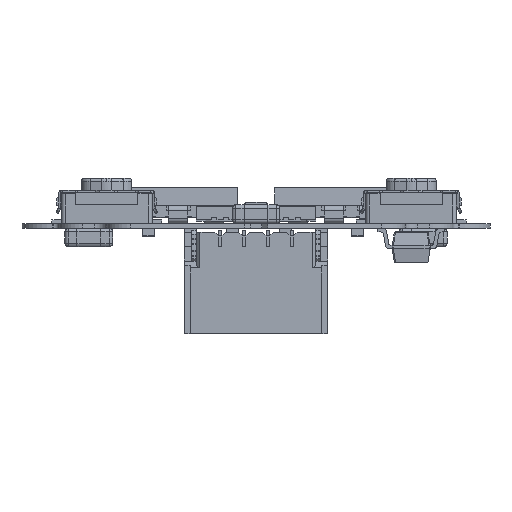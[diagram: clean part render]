
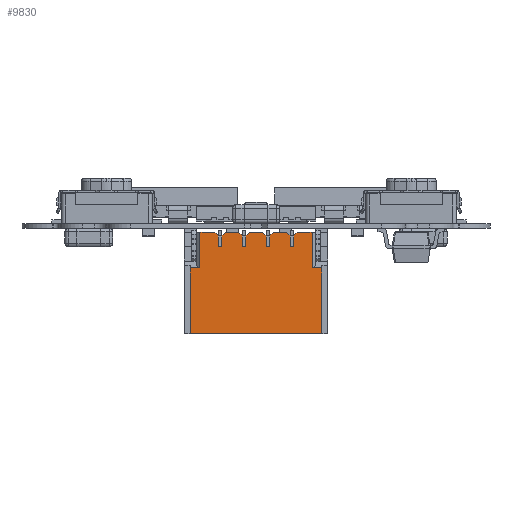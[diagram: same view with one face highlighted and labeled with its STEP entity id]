
A CAD part, front view. The second image highlights one B-rep face of the part: STEP entity #9830.
In plain terms, the highlighted face is planar.
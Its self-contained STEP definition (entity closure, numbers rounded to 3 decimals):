
#9830 = ADVANCED_FACE('',(#9831),#10089,.F.);
#9831 = FACE_BOUND('',#9832,.T.);
#9832 = EDGE_LOOP('',(#9833,#9843,#9851,#9859,#9867,#9875,#9883,#9891,
    #9899,#9907,#9915,#9923,#9931,#9939,#9947,#9955,#9963,#9971,#9979,
    #9987,#9995,#10003,#10011,#10019,#10027,#10035,#10043,#10051,#10059,
    #10067,#10075,#10083));
#9833 = ORIENTED_EDGE('',*,*,#9834,.F.);
#9834 = EDGE_CURVE('',#9835,#9837,#9839,.T.);
#9835 = VERTEX_POINT('',#9836);
#9836 = CARTESIAN_POINT('',(2.35,1.589,-1.45));
#9837 = VERTEX_POINT('',#9838);
#9838 = CARTESIAN_POINT('',(2.75,1.589,-1.45));
#9839 = LINE('',#9840,#9841);
#9840 = CARTESIAN_POINT('',(2.5,1.589,-1.45));
#9841 = VECTOR('',#9842,1.);
#9842 = DIRECTION('',(1.,-0.,-0.));
#9843 = ORIENTED_EDGE('',*,*,#9844,.T.);
#9844 = EDGE_CURVE('',#9835,#9845,#9847,.T.);
#9845 = VERTEX_POINT('',#9846);
#9846 = CARTESIAN_POINT('',(2.35,0.1,-1.45));
#9847 = LINE('',#9848,#9849);
#9848 = CARTESIAN_POINT('',(2.35,0.1,-1.45));
#9849 = VECTOR('',#9850,1.);
#9850 = DIRECTION('',(0.,-1.,0.));
#9851 = ORIENTED_EDGE('',*,*,#9852,.T.);
#9852 = EDGE_CURVE('',#9845,#9853,#9855,.T.);
#9853 = VERTEX_POINT('',#9854);
#9854 = CARTESIAN_POINT('',(1.725,0.1,-1.45));
#9855 = LINE('',#9856,#9857);
#9856 = CARTESIAN_POINT('',(3.,0.1,-1.45));
#9857 = VECTOR('',#9858,1.);
#9858 = DIRECTION('',(-1.,-0.,-0.));
#9859 = ORIENTED_EDGE('',*,*,#9860,.F.);
#9860 = EDGE_CURVE('',#9861,#9853,#9863,.T.);
#9861 = VERTEX_POINT('',#9862);
#9862 = CARTESIAN_POINT('',(1.575,0.25,-1.45));
#9863 = LINE('',#9864,#9865);
#9864 = CARTESIAN_POINT('',(2.363,-0.538,-1.45));
#9865 = VECTOR('',#9866,1.);
#9866 = DIRECTION('',(0.707,-0.707,0.));
#9867 = ORIENTED_EDGE('',*,*,#9868,.F.);
#9868 = EDGE_CURVE('',#9869,#9861,#9871,.T.);
#9869 = VERTEX_POINT('',#9870);
#9870 = CARTESIAN_POINT('',(1.575,0.7,-1.45));
#9871 = LINE('',#9872,#9873);
#9872 = CARTESIAN_POINT('',(1.575,0.1,-1.45));
#9873 = VECTOR('',#9874,1.);
#9874 = DIRECTION('',(0.,-1.,0.));
#9875 = ORIENTED_EDGE('',*,*,#9876,.F.);
#9876 = EDGE_CURVE('',#9877,#9869,#9879,.T.);
#9877 = VERTEX_POINT('',#9878);
#9878 = CARTESIAN_POINT('',(1.425,0.7,-1.45));
#9879 = LINE('',#9880,#9881);
#9880 = CARTESIAN_POINT('',(3.,0.7,-1.45));
#9881 = VECTOR('',#9882,1.);
#9882 = DIRECTION('',(1.,0.,-0.));
#9883 = ORIENTED_EDGE('',*,*,#9884,.T.);
#9884 = EDGE_CURVE('',#9877,#9885,#9887,.T.);
#9885 = VERTEX_POINT('',#9886);
#9886 = CARTESIAN_POINT('',(1.425,0.25,-1.45));
#9887 = LINE('',#9888,#9889);
#9888 = CARTESIAN_POINT('',(1.425,0.1,-1.45));
#9889 = VECTOR('',#9890,1.);
#9890 = DIRECTION('',(0.,-1.,0.));
#9891 = ORIENTED_EDGE('',*,*,#9892,.T.);
#9892 = EDGE_CURVE('',#9885,#9893,#9895,.T.);
#9893 = VERTEX_POINT('',#9894);
#9894 = CARTESIAN_POINT('',(1.275,0.1,-1.45));
#9895 = LINE('',#9896,#9897);
#9896 = CARTESIAN_POINT('',(2.138,0.963,-1.45));
#9897 = VECTOR('',#9898,1.);
#9898 = DIRECTION('',(-0.707,-0.707,0.));
#9899 = ORIENTED_EDGE('',*,*,#9900,.T.);
#9900 = EDGE_CURVE('',#9893,#9901,#9903,.T.);
#9901 = VERTEX_POINT('',#9902);
#9902 = CARTESIAN_POINT('',(0.725,0.1,-1.45));
#9903 = LINE('',#9904,#9905);
#9904 = CARTESIAN_POINT('',(3.,0.1,-1.45));
#9905 = VECTOR('',#9906,1.);
#9906 = DIRECTION('',(-1.,-0.,-0.));
#9907 = ORIENTED_EDGE('',*,*,#9908,.F.);
#9908 = EDGE_CURVE('',#9909,#9901,#9911,.T.);
#9909 = VERTEX_POINT('',#9910);
#9910 = CARTESIAN_POINT('',(0.575,0.25,-1.45));
#9911 = LINE('',#9912,#9913);
#9912 = CARTESIAN_POINT('',(1.863,-1.038,-1.45));
#9913 = VECTOR('',#9914,1.);
#9914 = DIRECTION('',(0.707,-0.707,0.));
#9915 = ORIENTED_EDGE('',*,*,#9916,.F.);
#9916 = EDGE_CURVE('',#9917,#9909,#9919,.T.);
#9917 = VERTEX_POINT('',#9918);
#9918 = CARTESIAN_POINT('',(0.575,0.7,-1.45));
#9919 = LINE('',#9920,#9921);
#9920 = CARTESIAN_POINT('',(0.575,0.1,-1.45));
#9921 = VECTOR('',#9922,1.);
#9922 = DIRECTION('',(0.,-1.,0.));
#9923 = ORIENTED_EDGE('',*,*,#9924,.F.);
#9924 = EDGE_CURVE('',#9925,#9917,#9927,.T.);
#9925 = VERTEX_POINT('',#9926);
#9926 = CARTESIAN_POINT('',(0.425,0.7,-1.45));
#9927 = LINE('',#9928,#9929);
#9928 = CARTESIAN_POINT('',(3.,0.7,-1.45));
#9929 = VECTOR('',#9930,1.);
#9930 = DIRECTION('',(1.,0.,-0.));
#9931 = ORIENTED_EDGE('',*,*,#9932,.T.);
#9932 = EDGE_CURVE('',#9925,#9933,#9935,.T.);
#9933 = VERTEX_POINT('',#9934);
#9934 = CARTESIAN_POINT('',(0.425,0.25,-1.45));
#9935 = LINE('',#9936,#9937);
#9936 = CARTESIAN_POINT('',(0.425,0.1,-1.45));
#9937 = VECTOR('',#9938,1.);
#9938 = DIRECTION('',(0.,-1.,0.));
#9939 = ORIENTED_EDGE('',*,*,#9940,.T.);
#9940 = EDGE_CURVE('',#9933,#9941,#9943,.T.);
#9941 = VERTEX_POINT('',#9942);
#9942 = CARTESIAN_POINT('',(0.275,0.1,-1.45));
#9943 = LINE('',#9944,#9945);
#9944 = CARTESIAN_POINT('',(1.638,1.463,-1.45));
#9945 = VECTOR('',#9946,1.);
#9946 = DIRECTION('',(-0.707,-0.707,0.));
#9947 = ORIENTED_EDGE('',*,*,#9948,.T.);
#9948 = EDGE_CURVE('',#9941,#9949,#9951,.T.);
#9949 = VERTEX_POINT('',#9950);
#9950 = CARTESIAN_POINT('',(-0.275,0.1,-1.45));
#9951 = LINE('',#9952,#9953);
#9952 = CARTESIAN_POINT('',(3.,0.1,-1.45));
#9953 = VECTOR('',#9954,1.);
#9954 = DIRECTION('',(-1.,-0.,-0.));
#9955 = ORIENTED_EDGE('',*,*,#9956,.F.);
#9956 = EDGE_CURVE('',#9957,#9949,#9959,.T.);
#9957 = VERTEX_POINT('',#9958);
#9958 = CARTESIAN_POINT('',(-0.425,0.25,-1.45));
#9959 = LINE('',#9960,#9961);
#9960 = CARTESIAN_POINT('',(1.363,-1.538,-1.45));
#9961 = VECTOR('',#9962,1.);
#9962 = DIRECTION('',(0.707,-0.707,0.));
#9963 = ORIENTED_EDGE('',*,*,#9964,.F.);
#9964 = EDGE_CURVE('',#9965,#9957,#9967,.T.);
#9965 = VERTEX_POINT('',#9966);
#9966 = CARTESIAN_POINT('',(-0.425,0.7,-1.45));
#9967 = LINE('',#9968,#9969);
#9968 = CARTESIAN_POINT('',(-0.425,0.1,-1.45));
#9969 = VECTOR('',#9970,1.);
#9970 = DIRECTION('',(0.,-1.,0.));
#9971 = ORIENTED_EDGE('',*,*,#9972,.F.);
#9972 = EDGE_CURVE('',#9973,#9965,#9975,.T.);
#9973 = VERTEX_POINT('',#9974);
#9974 = CARTESIAN_POINT('',(-0.575,0.7,-1.45));
#9975 = LINE('',#9976,#9977);
#9976 = CARTESIAN_POINT('',(3.,0.7,-1.45));
#9977 = VECTOR('',#9978,1.);
#9978 = DIRECTION('',(1.,0.,-0.));
#9979 = ORIENTED_EDGE('',*,*,#9980,.T.);
#9980 = EDGE_CURVE('',#9973,#9981,#9983,.T.);
#9981 = VERTEX_POINT('',#9982);
#9982 = CARTESIAN_POINT('',(-0.575,0.25,-1.45));
#9983 = LINE('',#9984,#9985);
#9984 = CARTESIAN_POINT('',(-0.575,0.1,-1.45));
#9985 = VECTOR('',#9986,1.);
#9986 = DIRECTION('',(0.,-1.,0.));
#9987 = ORIENTED_EDGE('',*,*,#9988,.T.);
#9988 = EDGE_CURVE('',#9981,#9989,#9991,.T.);
#9989 = VERTEX_POINT('',#9990);
#9990 = CARTESIAN_POINT('',(-0.725,0.1,-1.45));
#9991 = LINE('',#9992,#9993);
#9992 = CARTESIAN_POINT('',(1.138,1.963,-1.45));
#9993 = VECTOR('',#9994,1.);
#9994 = DIRECTION('',(-0.707,-0.707,0.));
#9995 = ORIENTED_EDGE('',*,*,#9996,.T.);
#9996 = EDGE_CURVE('',#9989,#9997,#9999,.T.);
#9997 = VERTEX_POINT('',#9998);
#9998 = CARTESIAN_POINT('',(-1.275,0.1,-1.45));
#9999 = LINE('',#10000,#10001);
#10000 = CARTESIAN_POINT('',(3.,0.1,-1.45));
#10001 = VECTOR('',#10002,1.);
#10002 = DIRECTION('',(-1.,-0.,-0.));
#10003 = ORIENTED_EDGE('',*,*,#10004,.F.);
#10004 = EDGE_CURVE('',#10005,#9997,#10007,.T.);
#10005 = VERTEX_POINT('',#10006);
#10006 = CARTESIAN_POINT('',(-1.425,0.25,-1.45));
#10007 = LINE('',#10008,#10009);
#10008 = CARTESIAN_POINT('',(0.863,-2.038,-1.45));
#10009 = VECTOR('',#10010,1.);
#10010 = DIRECTION('',(0.707,-0.707,0.));
#10011 = ORIENTED_EDGE('',*,*,#10012,.F.);
#10012 = EDGE_CURVE('',#10013,#10005,#10015,.T.);
#10013 = VERTEX_POINT('',#10014);
#10014 = CARTESIAN_POINT('',(-1.425,0.7,-1.45));
#10015 = LINE('',#10016,#10017);
#10016 = CARTESIAN_POINT('',(-1.425,0.1,-1.45));
#10017 = VECTOR('',#10018,1.);
#10018 = DIRECTION('',(0.,-1.,0.));
#10019 = ORIENTED_EDGE('',*,*,#10020,.F.);
#10020 = EDGE_CURVE('',#10021,#10013,#10023,.T.);
#10021 = VERTEX_POINT('',#10022);
#10022 = CARTESIAN_POINT('',(-1.575,0.7,-1.45));
#10023 = LINE('',#10024,#10025);
#10024 = CARTESIAN_POINT('',(3.,0.7,-1.45));
#10025 = VECTOR('',#10026,1.);
#10026 = DIRECTION('',(1.,0.,-0.));
#10027 = ORIENTED_EDGE('',*,*,#10028,.T.);
#10028 = EDGE_CURVE('',#10021,#10029,#10031,.T.);
#10029 = VERTEX_POINT('',#10030);
#10030 = CARTESIAN_POINT('',(-1.575,0.25,-1.45));
#10031 = LINE('',#10032,#10033);
#10032 = CARTESIAN_POINT('',(-1.575,0.1,-1.45));
#10033 = VECTOR('',#10034,1.);
#10034 = DIRECTION('',(0.,-1.,0.));
#10035 = ORIENTED_EDGE('',*,*,#10036,.T.);
#10036 = EDGE_CURVE('',#10029,#10037,#10039,.T.);
#10037 = VERTEX_POINT('',#10038);
#10038 = CARTESIAN_POINT('',(-1.725,0.1,-1.45));
#10039 = LINE('',#10040,#10041);
#10040 = CARTESIAN_POINT('',(0.638,2.463,-1.45));
#10041 = VECTOR('',#10042,1.);
#10042 = DIRECTION('',(-0.707,-0.707,0.));
#10043 = ORIENTED_EDGE('',*,*,#10044,.T.);
#10044 = EDGE_CURVE('',#10037,#10045,#10047,.T.);
#10045 = VERTEX_POINT('',#10046);
#10046 = CARTESIAN_POINT('',(-2.35,0.1,-1.45));
#10047 = LINE('',#10048,#10049);
#10048 = CARTESIAN_POINT('',(3.,0.1,-1.45));
#10049 = VECTOR('',#10050,1.);
#10050 = DIRECTION('',(-1.,-0.,-0.));
#10051 = ORIENTED_EDGE('',*,*,#10052,.T.);
#10052 = EDGE_CURVE('',#10045,#10053,#10055,.T.);
#10053 = VERTEX_POINT('',#10054);
#10054 = CARTESIAN_POINT('',(-2.35,1.589,-1.45));
#10055 = LINE('',#10056,#10057);
#10056 = CARTESIAN_POINT('',(-2.35,1.589,-1.45));
#10057 = VECTOR('',#10058,1.);
#10058 = DIRECTION('',(0.,1.,0.));
#10059 = ORIENTED_EDGE('',*,*,#10060,.T.);
#10060 = EDGE_CURVE('',#10053,#10061,#10063,.T.);
#10061 = VERTEX_POINT('',#10062);
#10062 = CARTESIAN_POINT('',(-2.75,1.589,-1.45));
#10063 = LINE('',#10064,#10065);
#10064 = CARTESIAN_POINT('',(-2.5,1.589,-1.45));
#10065 = VECTOR('',#10066,1.);
#10066 = DIRECTION('',(-1.,-0.,-0.));
#10067 = ORIENTED_EDGE('',*,*,#10068,.T.);
#10068 = EDGE_CURVE('',#10061,#10069,#10071,.T.);
#10069 = VERTEX_POINT('',#10070);
#10070 = CARTESIAN_POINT('',(-2.75,4.35,-1.45));
#10071 = LINE('',#10072,#10073);
#10072 = CARTESIAN_POINT('',(-2.75,0.,-1.45));
#10073 = VECTOR('',#10074,1.);
#10074 = DIRECTION('',(0.,1.,0.));
#10075 = ORIENTED_EDGE('',*,*,#10076,.F.);
#10076 = EDGE_CURVE('',#10077,#10069,#10079,.T.);
#10077 = VERTEX_POINT('',#10078);
#10078 = CARTESIAN_POINT('',(2.75,4.35,-1.45));
#10079 = LINE('',#10080,#10081);
#10080 = CARTESIAN_POINT('',(3.,4.35,-1.45));
#10081 = VECTOR('',#10082,1.);
#10082 = DIRECTION('',(-1.,-0.,-0.));
#10083 = ORIENTED_EDGE('',*,*,#10084,.F.);
#10084 = EDGE_CURVE('',#9837,#10077,#10085,.T.);
#10085 = LINE('',#10086,#10087);
#10086 = CARTESIAN_POINT('',(2.75,0.,-1.45));
#10087 = VECTOR('',#10088,1.);
#10088 = DIRECTION('',(0.,1.,0.));
#10089 = PLANE('',#10090);
#10090 = AXIS2_PLACEMENT_3D('',#10091,#10092,#10093);
#10091 = CARTESIAN_POINT('',(3.,0.1,-1.45));
#10092 = DIRECTION('',(0.,0.,1.));
#10093 = DIRECTION('',(1.,0.,-0.));
